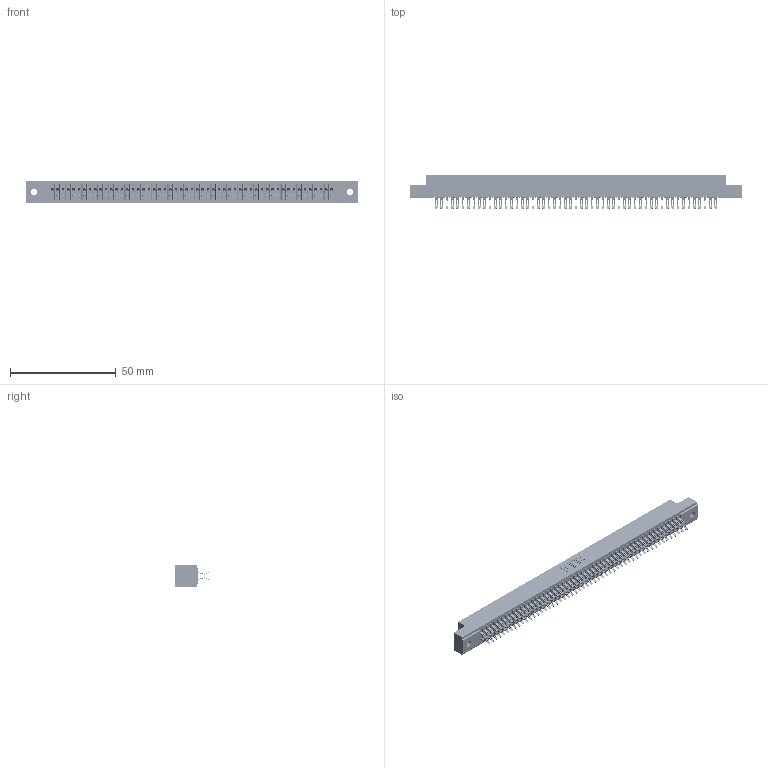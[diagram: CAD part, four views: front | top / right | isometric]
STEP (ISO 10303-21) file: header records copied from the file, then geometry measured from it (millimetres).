
FILE_DESCRIPTION (( 'STEP AP203' ), '1' );
FILE_NAME ('341-106-555-202.STEP', '2018-08-08T12:00:30', ( '' ), ( '' ), 'SwSTEP 2.0', 'SolidWorks 2016', '' );
FILE_SCHEMA (( 'CONFIG_CONTROL_DESIGN' ));
Products named in the file (3): 341 Part_.128 (3.25) Dia Mounting Holes; 341-292-001_341-292-155; 341-106-555-202
Assembly tree (107 placements, depth 2):
  341-106-555-202
    341 Part_.128 (3.25) Dia Mounting Holes
    341-292-001_341-292-155  x106
Bounding box: 156.84 x 16.31 x 10.16 mm (x, y, z)
Volume: 11686.5 mm3; surface area: 21706.6 mm2
Topology: 107 solids, 107 shells, 8384 faces, 25067 edges, 16318 vertices
Faces by surface type: plane 4520, cylinder 3652, sphere 108, torus 104
Entity records: 63148 total; most frequent: CARTESIAN_POINT 10513, ORIENTED_EDGE 10438, DIRECTION 10185, EDGE_CURVE 5219, VECTOR 4213, LINE 4213, VERTEX_POINT 3298, AXIS2_PLACEMENT_3D 2986
